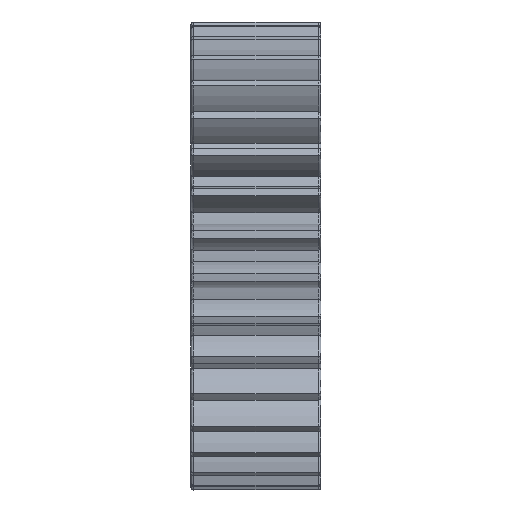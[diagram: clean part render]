
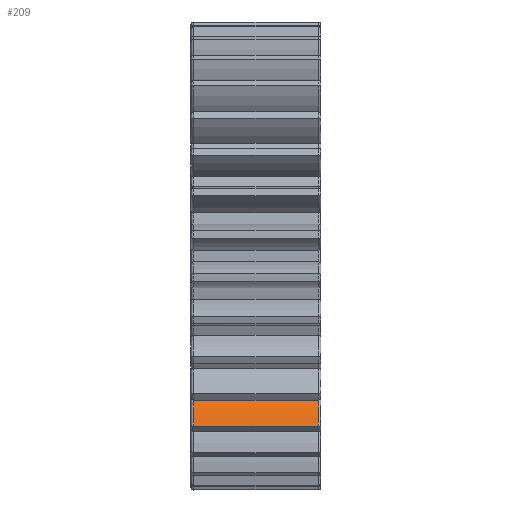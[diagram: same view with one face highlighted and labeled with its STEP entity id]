
A CAD part, front view. The second image highlights one B-rep face of the part: STEP entity #209.
In plain terms, the highlighted cylindrical face has radius 6.8 mm (diameter 13.6 mm), a partial arc.
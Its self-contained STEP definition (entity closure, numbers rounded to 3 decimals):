
#11 = ORIENTED_EDGE ( 'NONE', *, *, #9376, .T. ) ;
#119 = CARTESIAN_POINT ( 'NONE',  ( 10., -11.325, -10.944 ) ) ;
#209 = ADVANCED_FACE ( 'NONE', ( #9444 ), #7306, .T. ) ;
#475 = CARTESIAN_POINT ( 'NONE',  ( 9.8, -5.787, -14.89 ) ) ;
#659 = ORIENTED_EDGE ( 'NONE', *, *, #13218, .T. ) ;
#1213 = CARTESIAN_POINT ( 'NONE',  ( 0.2, -5.787, -14.89 ) ) ;
#1586 = CIRCLE ( 'NONE', #4897, 6.8 ) ;
#2126 = AXIS2_PLACEMENT_3D ( 'NONE', #475, #4698, #5675 ) ;
#3091 = LINE ( 'NONE', #119, #4032 ) ;
#3886 = CIRCLE ( 'NONE', #2126, 6.8 ) ;
#4032 = VECTOR ( 'NONE', #8476, 1000. ) ;
#4105 = DIRECTION ( 'NONE',  ( 0., 0., -1. ) ) ;
#4166 = CARTESIAN_POINT ( 'NONE',  ( 5., -12.347, -13.098 ) ) ;
#4321 = DIRECTION ( 'NONE',  ( 1., 0., 0. ) ) ;
#4698 = DIRECTION ( 'NONE',  ( -1., 0., 0. ) ) ;
#4897 = AXIS2_PLACEMENT_3D ( 'NONE', #1213, #4321, #4105 ) ;
#5014 = EDGE_CURVE ( 'NONE', #12035, #11916, #1586, .T. ) ;
#5362 = AXIS2_PLACEMENT_3D ( 'NONE', #12630, #6341, #10547 ) ;
#5675 = DIRECTION ( 'NONE',  ( 0., 0., 1. ) ) ;
#6317 = LINE ( 'NONE', #4166, #10607 ) ;
#6341 = DIRECTION ( 'NONE',  ( -1., 0., 0. ) ) ;
#6506 = ORIENTED_EDGE ( 'NONE', *, *, #6601, .T. ) ;
#6601 = EDGE_CURVE ( 'NONE', #11916, #12788, #6317, .T. ) ;
#6624 = CARTESIAN_POINT ( 'NONE',  ( 0.2, -12.347, -13.098 ) ) ;
#6667 = VERTEX_POINT ( 'NONE', #9767 ) ;
#6836 = ORIENTED_EDGE ( 'NONE', *, *, #5014, .T. ) ;
#7306 = CYLINDRICAL_SURFACE ( 'NONE', #5362, 6.8 ) ;
#8476 = DIRECTION ( 'NONE',  ( -1., 0., 0. ) ) ;
#9376 = EDGE_CURVE ( 'NONE', #12788, #6667, #3886, .T. ) ;
#9444 = FACE_OUTER_BOUND ( 'NONE', #13163, .T. ) ;
#9767 = CARTESIAN_POINT ( 'NONE',  ( 9.8, -11.325, -10.944 ) ) ;
#10547 = DIRECTION ( 'NONE',  ( 0., 0., 1. ) ) ;
#10607 = VECTOR ( 'NONE', #12816, 1000. ) ;
#11306 = CARTESIAN_POINT ( 'NONE',  ( 0.2, -11.325, -10.944 ) ) ;
#11916 = VERTEX_POINT ( 'NONE', #6624 ) ;
#12035 = VERTEX_POINT ( 'NONE', #11306 ) ;
#12630 = CARTESIAN_POINT ( 'NONE',  ( 10., -5.787, -14.89 ) ) ;
#12788 = VERTEX_POINT ( 'NONE', #13339 ) ;
#12816 = DIRECTION ( 'NONE',  ( 1., 0., 0. ) ) ;
#13163 = EDGE_LOOP ( 'NONE', ( #659, #6836, #6506, #11 ) ) ;
#13218 = EDGE_CURVE ( 'NONE', #6667, #12035, #3091, .T. ) ;
#13339 = CARTESIAN_POINT ( 'NONE',  ( 9.8, -12.347, -13.098 ) ) ;
